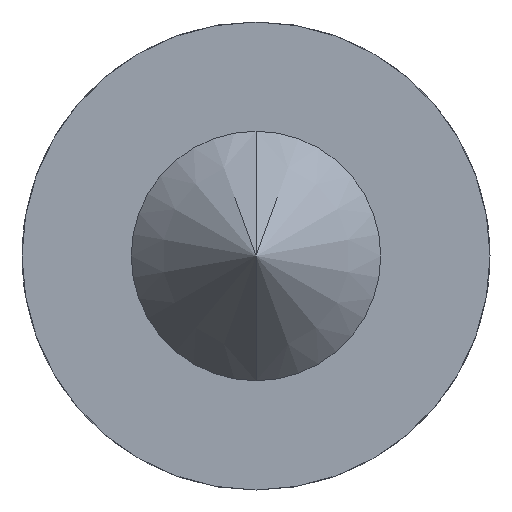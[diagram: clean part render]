
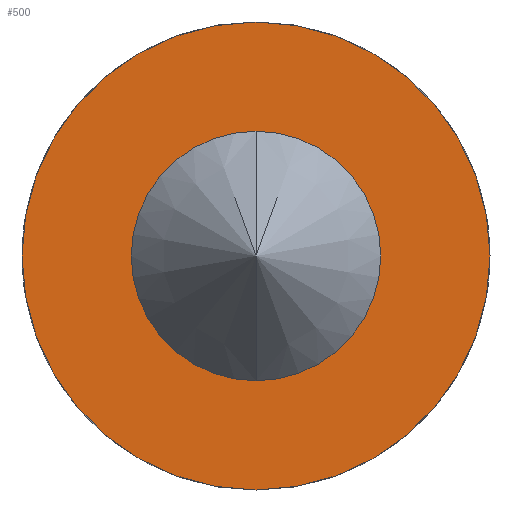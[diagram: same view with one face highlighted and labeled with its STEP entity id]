
A CAD part, front view. The second image highlights one B-rep face of the part: STEP entity #500.
In plain terms, the highlighted planar face has unit normal (0, -1, 0).
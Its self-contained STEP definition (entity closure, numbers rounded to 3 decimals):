
#15 = AXIS2_PLACEMENT_3D ( 'NONE', #300, #272, #273 ) ;
#21 = CIRCLE ( 'NONE', #15, 3. ) ;
#29 = CIRCLE ( 'NONE', #81, 7.5 ) ;
#34 = CIRCLE ( 'NONE', #45, 7.5 ) ;
#45 = AXIS2_PLACEMENT_3D ( 'NONE', #336, #319, #353 ) ;
#55 = AXIS2_PLACEMENT_3D ( 'NONE', #347, #346, #343 ) ;
#78 = CIRCLE ( 'NONE', #55, 3. ) ;
#81 = AXIS2_PLACEMENT_3D ( 'NONE', #455, #454, #453 ) ;
#82 = AXIS2_PLACEMENT_3D ( 'NONE', #415, #414, #412 ) ;
#105 = FACE_BOUND ( 'NONE', #180, .T. ) ;
#108 = FACE_OUTER_BOUND ( 'NONE', #181, .T. ) ;
#136 = ORIENTED_EDGE ( 'NONE', *, *, #471, .T. ) ;
#137 = ORIENTED_EDGE ( 'NONE', *, *, #508, .T. ) ;
#138 = ORIENTED_EDGE ( 'NONE', *, *, #483, .F. ) ;
#141 = ORIENTED_EDGE ( 'NONE', *, *, #459, .F. ) ;
#162 = VERTEX_POINT ( 'NONE', #375 ) ;
#180 = EDGE_LOOP ( 'NONE', ( #136, #137 ) ) ;
#181 = EDGE_LOOP ( 'NONE', ( #141, #138 ) ) ;
#217 = VERTEX_POINT ( 'NONE', #377 ) ;
#230 = VERTEX_POINT ( 'NONE', #383 ) ;
#236 = VERTEX_POINT ( 'NONE', #389 ) ;
#272 = DIRECTION ( 'NONE',  ( 0., 1., 0. ) ) ;
#273 = DIRECTION ( 'NONE',  ( 0., 0., 1. ) ) ;
#300 = CARTESIAN_POINT ( 'NONE',  ( 0., 0., 0. ) ) ;
#319 = DIRECTION ( 'NONE',  ( 0., 1., 0. ) ) ;
#336 = CARTESIAN_POINT ( 'NONE',  ( 0., 0., 0. ) ) ;
#343 = DIRECTION ( 'NONE',  ( 0., 0., 1. ) ) ;
#346 = DIRECTION ( 'NONE',  ( 0., 1., 0. ) ) ;
#347 = CARTESIAN_POINT ( 'NONE',  ( 0., 0., 0. ) ) ;
#353 = DIRECTION ( 'NONE',  ( 0., 0., 1. ) ) ;
#375 = CARTESIAN_POINT ( 'NONE',  ( 0., 0., 3. ) ) ;
#377 = CARTESIAN_POINT ( 'NONE',  ( 0., 0., -3. ) ) ;
#383 = CARTESIAN_POINT ( 'NONE',  ( 0., 0., -7.5 ) ) ;
#389 = CARTESIAN_POINT ( 'NONE',  ( 0., 0., 7.5 ) ) ;
#412 = DIRECTION ( 'NONE',  ( 0., 0., -1. ) ) ;
#414 = DIRECTION ( 'NONE',  ( 0., -1., 0. ) ) ;
#415 = CARTESIAN_POINT ( 'NONE',  ( 0., 0., 3. ) ) ;
#416 = PLANE ( 'NONE',  #82 ) ;
#453 = DIRECTION ( 'NONE',  ( 0., 0., 1. ) ) ;
#454 = DIRECTION ( 'NONE',  ( 0., 1., 0. ) ) ;
#455 = CARTESIAN_POINT ( 'NONE',  ( 0., 0., 0. ) ) ;
#459 = EDGE_CURVE ( 'NONE', #236, #230, #34, .T. ) ;
#471 = EDGE_CURVE ( 'NONE', #162, #217, #78, .T. ) ;
#483 = EDGE_CURVE ( 'NONE', #230, #236, #29, .T. ) ;
#500 = ADVANCED_FACE ( 'NONE', ( #105, #108 ), #416, .T. ) ;
#508 = EDGE_CURVE ( 'NONE', #217, #162, #21, .T. ) ;
